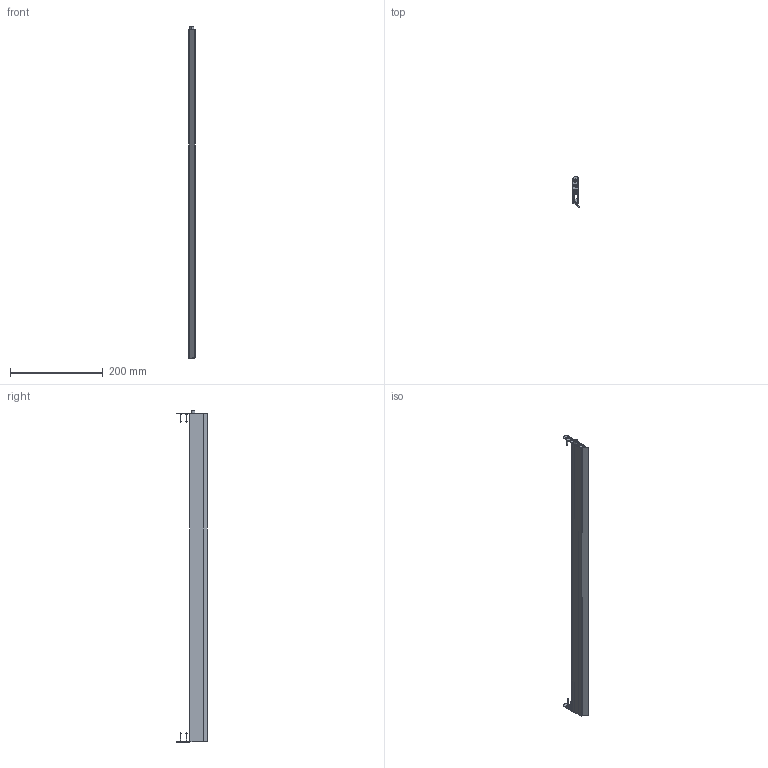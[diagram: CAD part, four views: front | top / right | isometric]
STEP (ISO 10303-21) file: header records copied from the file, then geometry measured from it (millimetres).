
FILE_DESCRIPTION (( 'STEP AP203' ), '1' );
FILE_NAME ('RH710Links.STEP', '2025-02-10T15:36:11', ( '' ), ( '' ), 'SwSTEP 2.0', 'SolidWorks 2023', '' );
FILE_SCHEMA (( 'CONFIG_CONTROL_DESIGN' ));
Length unit declared in the file: millimetre
Products named in the file (6): Aussengehäuse_RH_710; Innengeometrie_RH_710; Haltewinkel_RH_01; Schraube d3x20_01; Betätigungsteil_RH; RH710Links
Assembly tree (9 placements, depth 2):
  RH710Links
    Aussengehäuse_RH_710
    Betätigungsteil_RH
    Innengeometrie_RH_710
    Schraube d3x20_01  x4
    Haltewinkel_RH_01  x2
Bounding box: 13.99 x 66.28 x 716 mm (x, y, z)
Volume: 147633.9 mm3; surface area: 238971.3 mm2
Topology: 24 solids, 24 shells, 1188 faces, 3290 edges, 2178 vertices
Faces by surface type: plane 558, bspline 490, cylinder 114, cone 24, torus 2
Entity records: 47121 total; most frequent: CARTESIAN_POINT 25992, ORIENTED_EDGE 4954, DIRECTION 2851, EDGE_CURVE 2477, VERTEX_POINT 1647, LINE 1551, VECTOR 1551, EDGE_LOOP 990
